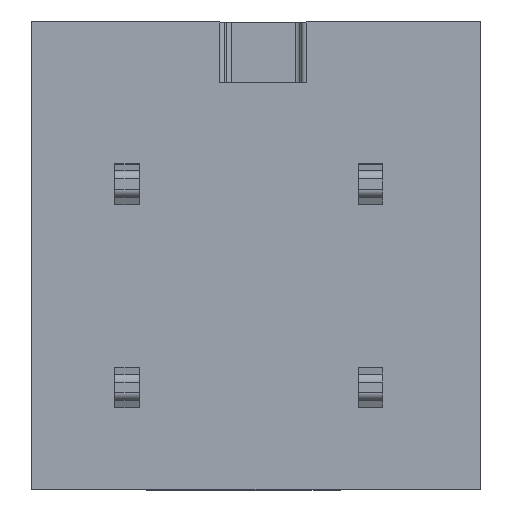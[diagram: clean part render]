
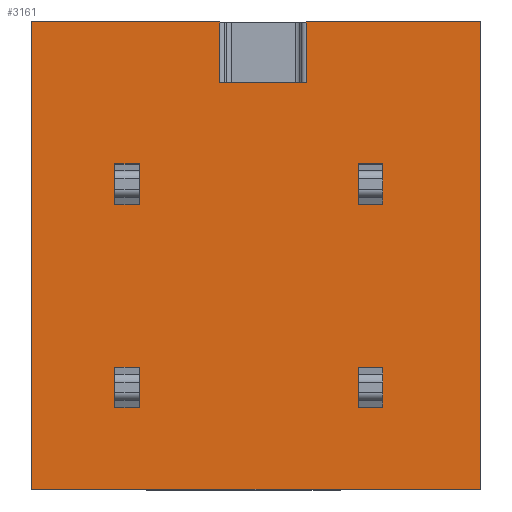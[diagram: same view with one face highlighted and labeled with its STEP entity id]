
A CAD part, top view. The second image highlights one B-rep face of the part: STEP entity #3161.
In plain terms, the highlighted planar face has unit normal (0, 0, 1).
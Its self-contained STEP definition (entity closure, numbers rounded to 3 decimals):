
#1=DIRECTION('',(0.,-1.,0.));
#2=VECTOR('',#1,1.);
#3=CARTESIAN_POINT('',(8.6,8.,0.));
#4=LINE('',#3,#2);
#41=DIRECTION('',(0.,-1.,0.));
#42=VECTOR('',#41,1.);
#43=CARTESIAN_POINT('',(8.,8.,0.));
#44=LINE('',#43,#42);
#45=DIRECTION('',(1.,0.,0.));
#46=VECTOR('',#45,0.6);
#47=CARTESIAN_POINT('',(8.,7.,0.));
#48=LINE('',#47,#46);
#49=DIRECTION('',(-1.,0.,0.));
#50=VECTOR('',#49,0.6);
#51=CARTESIAN_POINT('',(8.6,8.,0.));
#52=LINE('',#51,#50);
#53=DIRECTION('',(0.,-1.,0.));
#54=VECTOR('',#53,1.);
#55=CARTESIAN_POINT('',(2.,8.,0.));
#56=LINE('',#55,#54);
#57=DIRECTION('',(1.,0.,0.));
#58=VECTOR('',#57,0.6);
#59=CARTESIAN_POINT('',(2.,7.,0.));
#60=LINE('',#59,#58);
#61=DIRECTION('',(0.,-1.,0.));
#62=VECTOR('',#61,1.);
#63=CARTESIAN_POINT('',(2.,3.,0.));
#64=LINE('',#63,#62);
#65=DIRECTION('',(1.,0.,0.));
#66=VECTOR('',#65,0.6);
#67=CARTESIAN_POINT('',(2.,2.,0.));
#68=LINE('',#67,#66);
#69=DIRECTION('',(0.,-1.,0.));
#70=VECTOR('',#69,1.);
#71=CARTESIAN_POINT('',(8.,3.,0.));
#72=LINE('',#71,#70);
#73=DIRECTION('',(1.,0.,0.));
#74=VECTOR('',#73,0.6);
#75=CARTESIAN_POINT('',(8.,2.,0.));
#76=LINE('',#75,#74);
#77=DIRECTION('',(-1.,0.,0.));
#78=VECTOR('',#77,0.6);
#79=CARTESIAN_POINT('',(8.6,3.,0.));
#80=LINE('',#79,#78);
#81=DIRECTION('',(-1.,0.,0.));
#82=VECTOR('',#81,11.05);
#83=CARTESIAN_POINT('',(11.,0.,0.));
#84=LINE('',#83,#82);
#193=DIRECTION('',(1.,0.,0.));
#194=VECTOR('',#193,0.6);
#195=CARTESIAN_POINT('',(2.,8.,0.));
#196=LINE('',#195,#194);
#201=DIRECTION('',(0.,-1.,0.));
#202=VECTOR('',#201,1.);
#203=CARTESIAN_POINT('',(2.6,8.,0.));
#204=LINE('',#203,#202);
#313=DIRECTION('',(1.,0.,0.));
#314=VECTOR('',#313,0.6);
#315=CARTESIAN_POINT('',(2.,3.,0.));
#316=LINE('',#315,#314);
#321=DIRECTION('',(0.,-1.,0.));
#322=VECTOR('',#321,1.);
#323=CARTESIAN_POINT('',(2.6,3.,0.));
#324=LINE('',#323,#322);
#441=DIRECTION('',(0.,-1.,0.));
#442=VECTOR('',#441,1.);
#443=CARTESIAN_POINT('',(8.6,3.,0.));
#444=LINE('',#443,#442);
#549=DIRECTION('',(-1.,0.,0.));
#550=VECTOR('',#549,2.124);
#551=CARTESIAN_POINT('',(6.712,10.,0.));
#552=LINE('',#551,#550);
#573=DIRECTION('',(0.,1.,0.));
#574=VECTOR('',#573,1.5);
#575=CARTESIAN_POINT('',(4.588,10.,0.));
#576=LINE('',#575,#574);
#582=DIRECTION('',(-1.,0.,0.));
#583=VECTOR('',#582,4.638);
#584=CARTESIAN_POINT('',(4.588,11.5,0.));
#585=LINE('',#584,#583);
#672=DIRECTION('',(-1.,0.,0.));
#673=VECTOR('',#672,4.288);
#674=CARTESIAN_POINT('',(11.,11.5,0.));
#675=LINE('',#674,#673);
#831=DIRECTION('',(0.,-1.,0.));
#832=VECTOR('',#831,11.5);
#833=CARTESIAN_POINT('',(-0.05,11.5,0.));
#834=LINE('',#833,#832);
#1271=DIRECTION('',(0.,1.,0.));
#1272=VECTOR('',#1271,11.5);
#1273=CARTESIAN_POINT('',(11.,0.,0.));
#1274=LINE('',#1273,#1272);
#2013=DIRECTION('',(0.,-1.,0.));
#2014=VECTOR('',#2013,1.5);
#2015=CARTESIAN_POINT('',(6.712,11.5,0.));
#2016=LINE('',#2015,#2014);
#2421=CARTESIAN_POINT('',(-0.05,0.,0.));
#2422=VERTEX_POINT('',#2421);
#2423=CARTESIAN_POINT('',(11.,0.,0.));
#2424=VERTEX_POINT('',#2423);
#2537=CARTESIAN_POINT('',(2.,3.,0.));
#2538=CARTESIAN_POINT('',(2.,2.,0.));
#2539=VERTEX_POINT('',#2537);
#2540=VERTEX_POINT('',#2538);
#2541=CARTESIAN_POINT('',(2.6,2.,0.));
#2542=VERTEX_POINT('',#2541);
#2543=CARTESIAN_POINT('',(2.6,3.,0.));
#2544=VERTEX_POINT('',#2543);
#2545=CARTESIAN_POINT('',(8.,3.,0.));
#2546=CARTESIAN_POINT('',(8.,2.,0.));
#2547=VERTEX_POINT('',#2545);
#2548=VERTEX_POINT('',#2546);
#2549=CARTESIAN_POINT('',(8.6,2.,0.));
#2550=VERTEX_POINT('',#2549);
#2551=CARTESIAN_POINT('',(8.6,3.,0.));
#2552=VERTEX_POINT('',#2551);
#2639=CARTESIAN_POINT('',(4.588,11.5,0.));
#2641=VERTEX_POINT('',#2639);
#2642=CARTESIAN_POINT('',(-0.05,11.5,0.));
#2643=VERTEX_POINT('',#2642);
#2682=CARTESIAN_POINT('',(11.,11.5,0.));
#2683=VERTEX_POINT('',#2682);
#2684=CARTESIAN_POINT('',(6.712,11.5,0.));
#2685=VERTEX_POINT('',#2684);
#2842=CARTESIAN_POINT('',(4.588,10.,0.));
#2843=VERTEX_POINT('',#2842);
#2854=CARTESIAN_POINT('',(6.712,10.,0.));
#2855=VERTEX_POINT('',#2854);
#2974=CARTESIAN_POINT('',(2.,8.,0.));
#2975=CARTESIAN_POINT('',(2.,7.,0.));
#2976=VERTEX_POINT('',#2974);
#2977=VERTEX_POINT('',#2975);
#2978=CARTESIAN_POINT('',(2.6,7.,0.));
#2979=VERTEX_POINT('',#2978);
#2980=CARTESIAN_POINT('',(2.6,8.,0.));
#2981=VERTEX_POINT('',#2980);
#2982=CARTESIAN_POINT('',(8.,8.,0.));
#2983=CARTESIAN_POINT('',(8.,7.,0.));
#2984=VERTEX_POINT('',#2982);
#2985=VERTEX_POINT('',#2983);
#2986=CARTESIAN_POINT('',(8.6,7.,0.));
#2987=VERTEX_POINT('',#2986);
#2988=CARTESIAN_POINT('',(8.6,8.,0.));
#2989=VERTEX_POINT('',#2988);
#3099=CARTESIAN_POINT('',(0.,0.,0.));
#3100=DIRECTION('',(0.,0.,1.));
#3101=DIRECTION('',(1.,0.,0.));
#3102=AXIS2_PLACEMENT_3D('',#3099,#3100,#3101);
#3103=PLANE('',#3102);
#3105=ORIENTED_EDGE('',*,*,#3104,.F.);
#3107=ORIENTED_EDGE('',*,*,#3106,.F.);
#3109=ORIENTED_EDGE('',*,*,#3108,.F.);
#3111=ORIENTED_EDGE('',*,*,#3110,.F.);
#3113=ORIENTED_EDGE('',*,*,#3112,.T.);
#3115=ORIENTED_EDGE('',*,*,#3114,.F.);
#3117=ORIENTED_EDGE('',*,*,#3116,.F.);
#3119=ORIENTED_EDGE('',*,*,#3118,.F.);
#3120=EDGE_LOOP('',(#3105,#3107,#3109,#3111,#3113,#3115,#3117,#3119));
#3121=FACE_OUTER_BOUND('',#3120,.F.);
#3123=ORIENTED_EDGE('',*,*,#3122,.T.);
#3125=ORIENTED_EDGE('',*,*,#3124,.T.);
#3127=ORIENTED_EDGE('',*,*,#3126,.F.);
#3129=ORIENTED_EDGE('',*,*,#3128,.F.);
#3130=EDGE_LOOP('',(#3123,#3125,#3127,#3129));
#3131=FACE_BOUND('',#3130,.F.);
#3133=ORIENTED_EDGE('',*,*,#3132,.T.);
#3135=ORIENTED_EDGE('',*,*,#3134,.T.);
#3137=ORIENTED_EDGE('',*,*,#3136,.F.);
#3139=ORIENTED_EDGE('',*,*,#3138,.F.);
#3140=EDGE_LOOP('',(#3133,#3135,#3137,#3139));
#3141=FACE_BOUND('',#3140,.F.);
#3143=ORIENTED_EDGE('',*,*,#3142,.T.);
#3145=ORIENTED_EDGE('',*,*,#3144,.T.);
#3147=ORIENTED_EDGE('',*,*,#3146,.F.);
#3149=ORIENTED_EDGE('',*,*,#3148,.T.);
#3150=EDGE_LOOP('',(#3143,#3145,#3147,#3149));
#3151=FACE_BOUND('',#3150,.F.);
#3153=ORIENTED_EDGE('',*,*,#3152,.T.);
#3155=ORIENTED_EDGE('',*,*,#3154,.T.);
#3156=ORIENTED_EDGE('',*,*,#3076,.F.);
#3158=ORIENTED_EDGE('',*,*,#3157,.T.);
#3159=EDGE_LOOP('',(#3153,#3155,#3156,#3158));
#3160=FACE_BOUND('',#3159,.F.);
#3076=EDGE_CURVE('',#2989,#2987,#4,.T.);
#3104=EDGE_CURVE('',#2855,#2843,#552,.T.);
#3106=EDGE_CURVE('',#2685,#2855,#2016,.T.);
#3108=EDGE_CURVE('',#2683,#2685,#675,.T.);
#3110=EDGE_CURVE('',#2424,#2683,#1274,.T.);
#3112=EDGE_CURVE('',#2424,#2422,#84,.T.);
#3114=EDGE_CURVE('',#2643,#2422,#834,.T.);
#3116=EDGE_CURVE('',#2641,#2643,#585,.T.);
#3118=EDGE_CURVE('',#2843,#2641,#576,.T.);
#3122=EDGE_CURVE('',#2976,#2977,#56,.T.);
#3124=EDGE_CURVE('',#2977,#2979,#60,.T.);
#3126=EDGE_CURVE('',#2981,#2979,#204,.T.);
#3128=EDGE_CURVE('',#2976,#2981,#196,.T.);
#3132=EDGE_CURVE('',#2539,#2540,#64,.T.);
#3134=EDGE_CURVE('',#2540,#2542,#68,.T.);
#3136=EDGE_CURVE('',#2544,#2542,#324,.T.);
#3138=EDGE_CURVE('',#2539,#2544,#316,.T.);
#3142=EDGE_CURVE('',#2547,#2548,#72,.T.);
#3144=EDGE_CURVE('',#2548,#2550,#76,.T.);
#3146=EDGE_CURVE('',#2552,#2550,#444,.T.);
#3148=EDGE_CURVE('',#2552,#2547,#80,.T.);
#3152=EDGE_CURVE('',#2984,#2985,#44,.T.);
#3154=EDGE_CURVE('',#2985,#2987,#48,.T.);
#3157=EDGE_CURVE('',#2989,#2984,#52,.T.);
#3161=ADVANCED_FACE('',(#3121,#3131,#3141,#3151,#3160),#3103,.T.);
